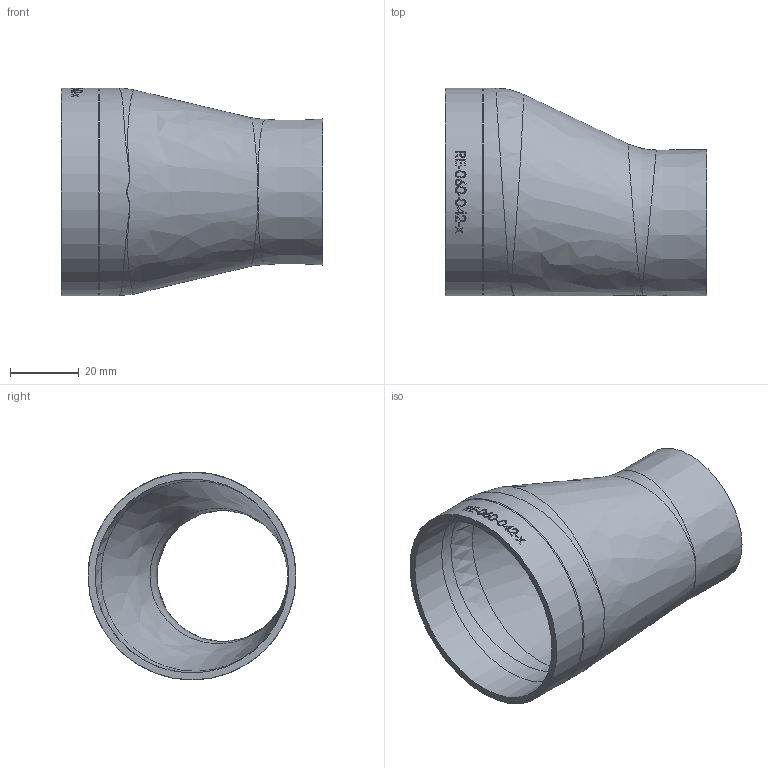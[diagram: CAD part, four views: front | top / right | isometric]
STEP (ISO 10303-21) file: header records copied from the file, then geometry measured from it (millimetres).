
FILE_DESCRIPTION (( 'STEP AP214' ), '1' );
FILE_NAME ('RE-060-042-x Reduzierung Exzenter 60,3x42,4x2,0x2,0 BL76 1909.STEP', '2019-09-19T12:20:46', ( '' ), ( '' ), 'SwSTEP 2.0', 'SolidWorks 2016', '' );
FILE_SCHEMA (( 'AUTOMOTIVE_DESIGN' ));
Length unit declared in the file: millimetre
Products named in the file (1): RE-060-042-x Reduzierung Exzenter 60,3x42,4x2,0x2,0 BL76 1909
Bounding box: 76 x 60.3 x 60.3 mm (x, y, z)
Volume: 25271.3 mm3; surface area: 24681.1 mm2
Topology: 1 solids, 1 shells, 149 faces, 388 edges, 258 vertices
Faces by surface type: bspline 71, plane 53, cylinder 20, cone 4, torus 1
Full cylindrical faces by diameter (mm): 56.3 x1, 60.3 x1
Entity records: 17009 total; most frequent: CARTESIAN_POINT 12604, ORIENTED_EDGE 726, DIRECTION 374, EDGE_CURVE 363, VERTEX_POINT 247, B_SPLINE_CURVE_WITH_KNOTS 214, EDGE_LOOP 182, FACE_OUTER_BOUND 158
